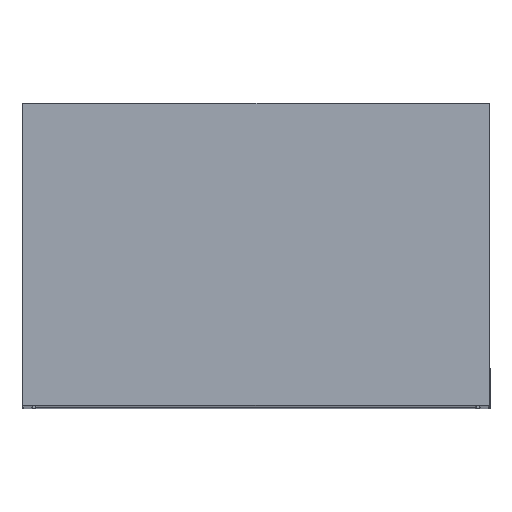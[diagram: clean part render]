
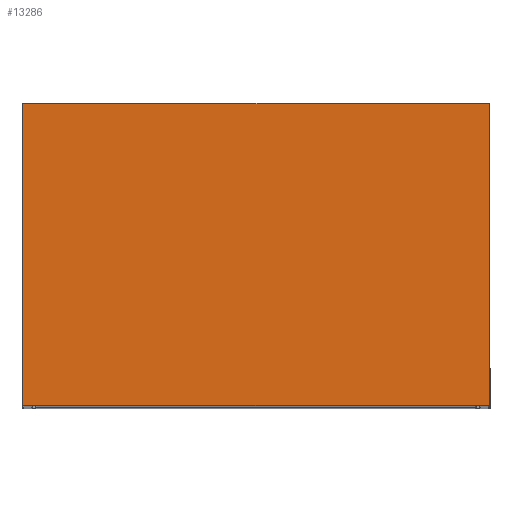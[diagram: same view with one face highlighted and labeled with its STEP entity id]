
A CAD part, top view. The second image highlights one B-rep face of the part: STEP entity #13286.
In plain terms, the highlighted planar face has unit normal (0, 0, 1).
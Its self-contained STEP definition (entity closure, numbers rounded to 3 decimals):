
#13025=CARTESIAN_POINT('',(1133.931,4655.63,1516.));
#13026=VERTEX_POINT('',#13025);
#13033=CARTESIAN_POINT('',(1134.138,4655.423,1516.));
#13034=VERTEX_POINT('',#13033);
#13035=CARTESIAN_POINT('',(1133.931,4655.63,1516.));
#13036=DIRECTION('',(0.707,-0.707,0.0));
#13037=VECTOR('',#13036,0.293);
#13038=LINE('',#13035,#13037);
#13039=EDGE_CURVE('',#13026,#13034,#13038,.T.);
#13056=CARTESIAN_POINT('',(717.345,4655.63,1516.));
#13057=VERTEX_POINT('',#13056);
#13064=CARTESIAN_POINT('',(717.345,4655.63,1516.));
#13065=DIRECTION('',(1.0,0.0,0.0));
#13066=VECTOR('',#13065,416.586);
#13067=LINE('',#13064,#13066);
#13068=EDGE_CURVE('',#13057,#13026,#13067,.T.);
#13079=CARTESIAN_POINT('',(1134.138,4386.837,1516.));
#13080=VERTEX_POINT('',#13079);
#13081=CARTESIAN_POINT('',(1134.138,4655.423,1516.));
#13082=DIRECTION('',(0.0,-1.0,0.0));
#13083=VECTOR('',#13082,268.586);
#13084=LINE('',#13081,#13083);
#13085=EDGE_CURVE('',#13034,#13080,#13084,.T.);
#13111=CARTESIAN_POINT('',(717.138,4655.423,1516.));
#13112=VERTEX_POINT('',#13111);
#13119=CARTESIAN_POINT('',(717.138,4655.423,1516.));
#13120=DIRECTION('',(0.707,0.707,0.0));
#13121=VECTOR('',#13120,0.293);
#13122=LINE('',#13119,#13121);
#13123=EDGE_CURVE('',#13112,#13057,#13122,.T.);
#13142=CARTESIAN_POINT('',(717.138,4386.837,1516.));
#13143=VERTEX_POINT('',#13142);
#13150=CARTESIAN_POINT('',(717.138,4386.837,1516.));
#13151=DIRECTION('',(0.0,1.0,0.0));
#13152=VECTOR('',#13151,268.586);
#13153=LINE('',#13150,#13152);
#13154=EDGE_CURVE('',#13143,#13112,#13153,.T.);
#13173=CARTESIAN_POINT('',(717.345,4386.63,1516.));
#13174=VERTEX_POINT('',#13173);
#13181=CARTESIAN_POINT('',(717.345,4386.63,1516.));
#13182=DIRECTION('',(-0.707,0.707,0.0));
#13183=VECTOR('',#13182,0.293);
#13184=LINE('',#13181,#13183);
#13185=EDGE_CURVE('',#13174,#13143,#13184,.T.);
#13196=CARTESIAN_POINT('',(1133.931,4386.63,1516.));
#13197=VERTEX_POINT('',#13196);
#13198=CARTESIAN_POINT('',(1133.931,4386.63,1516.));
#13199=DIRECTION('',(-1.0,0.0,0.0));
#13200=VECTOR('',#13199,416.586);
#13201=LINE('',#13198,#13200);
#13202=EDGE_CURVE('',#13197,#13174,#13201,.T.);
#13225=CARTESIAN_POINT('',(1134.138,4386.837,1516.));
#13226=DIRECTION('',(-0.707,-0.707,0.0));
#13227=VECTOR('',#13226,0.293);
#13228=LINE('',#13225,#13227);
#13229=EDGE_CURVE('',#13080,#13197,#13228,.T.);
#13271=CARTESIAN_POINT('',(925.638,4521.13,1516.));
#13272=DIRECTION('',(0.0,0.0,-1.0));
#13273=DIRECTION('',(1.0,0.0,0.0));
#13274=AXIS2_PLACEMENT_3D('',#13271,#13272,#13273);
#13275=PLANE('',#13274);
#13276=ORIENTED_EDGE('',*,*,#13039,.F.);
#13277=ORIENTED_EDGE('',*,*,#13068,.F.);
#13278=ORIENTED_EDGE('',*,*,#13123,.F.);
#13279=ORIENTED_EDGE('',*,*,#13154,.F.);
#13280=ORIENTED_EDGE('',*,*,#13185,.F.);
#13281=ORIENTED_EDGE('',*,*,#13202,.F.);
#13282=ORIENTED_EDGE('',*,*,#13229,.F.);
#13283=ORIENTED_EDGE('',*,*,#13085,.F.);
#13284=EDGE_LOOP('',(#13276,#13277,#13278,#13279,#13280,#13281,#13282,#13283));
#13285=FACE_OUTER_BOUND('',#13284,.T.);
#13286=ADVANCED_FACE('',(#13285),#13275,.F.);
